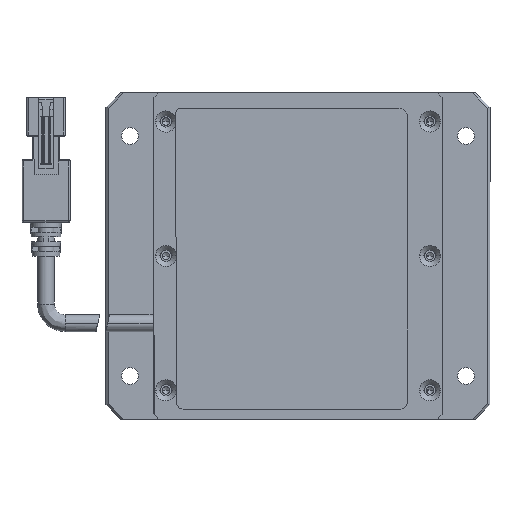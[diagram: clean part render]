
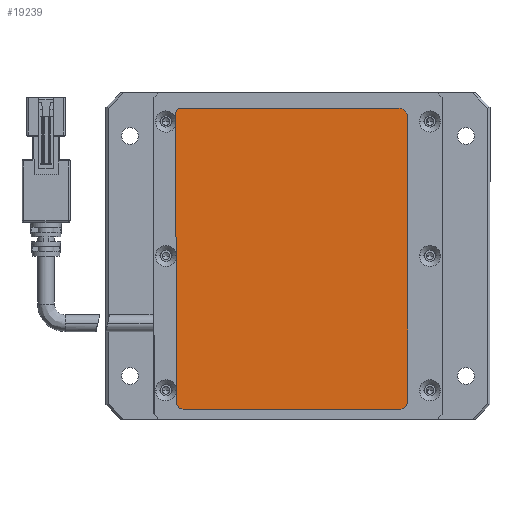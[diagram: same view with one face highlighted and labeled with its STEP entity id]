
A CAD part, top view. The second image highlights one B-rep face of the part: STEP entity #19239.
In plain terms, the highlighted planar face has unit normal (0, 0, 1).
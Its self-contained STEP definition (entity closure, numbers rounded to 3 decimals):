
#433 = CIRCLE ( 'NONE', #26625, 1.574 ) ;
#815 = VERTEX_POINT ( 'NONE', #37644 ) ;
#862 = VECTOR ( 'NONE', #22711, 1000. ) ;
#1089 = VECTOR ( 'NONE', #12916, 1000. ) ;
#1772 = PLANE ( 'NONE',  #17210 ) ;
#1791 = DIRECTION ( 'NONE',  ( -1., 0., 0. ) ) ;
#1902 = DIRECTION ( 'NONE',  ( -1., 0., 0. ) ) ;
#2074 = DIRECTION ( 'NONE',  ( 0., 0., 1. ) ) ;
#2340 = CIRCLE ( 'NONE', #8186, 1.459 ) ;
#2882 = CARTESIAN_POINT ( 'NONE',  ( -30.758, 28.936, 13.2 ) ) ;
#3295 = CARTESIAN_POINT ( 'NONE',  ( -30.562, -31.107, 13.2 ) ) ;
#5545 = VERTEX_POINT ( 'NONE', #13246 ) ;
#5924 = AXIS2_PLACEMENT_3D ( 'NONE', #10537, #31988, #13577 ) ;
#5977 = VECTOR ( 'NONE', #34678, 1000. ) ;
#6545 = AXIS2_PLACEMENT_3D ( 'NONE', #13352, #34868, #16472 ) ;
#6651 = DIRECTION ( 'NONE',  ( 0., 1., 0. ) ) ;
#8186 = AXIS2_PLACEMENT_3D ( 'NONE', #38655, #20293, #1791 ) ;
#9881 = VERTEX_POINT ( 'NONE', #3295 ) ;
#10537 = CARTESIAN_POINT ( 'NONE',  ( 15.624, 28.071, 13.2 ) ) ;
#11078 = EDGE_CURVE ( 'NONE', #27921, #13478, #23374, .T. ) ;
#11514 = EDGE_CURVE ( 'NONE', #33048, #15758, #26643, .T. ) ;
#11599 = EDGE_CURVE ( 'NONE', #13478, #33048, #31403, .T. ) ;
#12916 = DIRECTION ( 'NONE',  ( -1., 0., 0. ) ) ;
#13148 = CARTESIAN_POINT ( 'NONE',  ( -29.103, -31.107, 13.2 ) ) ;
#13246 = CARTESIAN_POINT ( 'NONE',  ( -29.193, -32.564, 13.2 ) ) ;
#13352 = CARTESIAN_POINT ( 'NONE',  ( -29.193, 28.797, 13.2 ) ) ;
#13398 = VERTEX_POINT ( 'NONE', #21971 ) ;
#13478 = VERTEX_POINT ( 'NONE', #25294 ) ;
#13577 = DIRECTION ( 'NONE',  ( -1., 0., 0. ) ) ;
#14333 = ORIENTED_EDGE ( 'NONE', *, *, #24552, .T. ) ;
#15758 = VERTEX_POINT ( 'NONE', #27613 ) ;
#16021 = CARTESIAN_POINT ( 'NONE',  ( -30.005, 30.142, 13.2 ) ) ;
#16257 = DIRECTION ( 'NONE',  ( -1., 0., 0. ) ) ;
#16266 = CARTESIAN_POINT ( 'NONE',  ( -29.193, -32.564, 13.2 ) ) ;
#16472 = DIRECTION ( 'NONE',  ( -1., 0., 0. ) ) ;
#17069 = AXIS2_PLACEMENT_3D ( 'NONE', #13148, #34671, #16257 ) ;
#17180 = ORIENTED_EDGE ( 'NONE', *, *, #11514, .T. ) ;
#17210 = AXIS2_PLACEMENT_3D ( 'NONE', #38760, #20394, #1902 ) ;
#19239 = ADVANCED_FACE ( 'NONE', ( #22584 ), #1772, .F. ) ;
#20293 = DIRECTION ( 'NONE',  ( 0., 0., 1. ) ) ;
#20394 = DIRECTION ( 'NONE',  ( 0., 0., -1. ) ) ;
#20567 = CARTESIAN_POINT ( 'NONE',  ( 15.992, -31.027, 13.2 ) ) ;
#21708 = ORIENTED_EDGE ( 'NONE', *, *, #35064, .T. ) ;
#21971 = CARTESIAN_POINT ( 'NONE',  ( -30.562, -31.063, 13.2 ) ) ;
#21986 = ORIENTED_EDGE ( 'NONE', *, *, #23440, .T. ) ;
#22371 = LINE ( 'NONE', #16266, #5977 ) ;
#22584 = FACE_OUTER_BOUND ( 'NONE', #36834, .T. ) ;
#22593 = ORIENTED_EDGE ( 'NONE', *, *, #11599, .T. ) ;
#22711 = DIRECTION ( 'NONE',  ( 0.003, -1., 0. ) ) ;
#23159 = CIRCLE ( 'NONE', #17069, 1.459 ) ;
#23374 = LINE ( 'NONE', #31347, #31482 ) ;
#23421 = CIRCLE ( 'NONE', #6545, 1.571 ) ;
#23440 = EDGE_CURVE ( 'NONE', #13398, #9881, #2340, .T. ) ;
#23674 = DIRECTION ( 'NONE',  ( 1., 0., 0. ) ) ;
#24552 = EDGE_CURVE ( 'NONE', #5545, #815, #22371, .T. ) ;
#25294 = CARTESIAN_POINT ( 'NONE',  ( 17.564, 28.797, 13.2 ) ) ;
#25448 = VERTEX_POINT ( 'NONE', #2882 ) ;
#25953 = ORIENTED_EDGE ( 'NONE', *, *, #11078, .T. ) ;
#26430 = LINE ( 'NONE', #31799, #862 ) ;
#26625 = AXIS2_PLACEMENT_3D ( 'NONE', #20567, #2074, #23674 ) ;
#26643 = LINE ( 'NONE', #16021, #1089 ) ;
#27408 = CARTESIAN_POINT ( 'NONE',  ( 15.649, 30.142, 13.2 ) ) ;
#27426 = EDGE_CURVE ( 'NONE', #15758, #25448, #23421, .T. ) ;
#27465 = ORIENTED_EDGE ( 'NONE', *, *, #39521, .T. ) ;
#27613 = CARTESIAN_POINT ( 'NONE',  ( -30.005, 30.142, 13.2 ) ) ;
#27921 = VERTEX_POINT ( 'NONE', #28520 ) ;
#28520 = CARTESIAN_POINT ( 'NONE',  ( 17.564, -31.107, 13.2 ) ) ;
#30537 = ORIENTED_EDGE ( 'NONE', *, *, #39282, .T. ) ;
#31347 = CARTESIAN_POINT ( 'NONE',  ( 17.564, 28.797, 13.2 ) ) ;
#31403 = CIRCLE ( 'NONE', #5924, 2.071 ) ;
#31482 = VECTOR ( 'NONE', #6651, 1000. ) ;
#31799 = CARTESIAN_POINT ( 'NONE',  ( -30.758, 28.936, 13.2 ) ) ;
#31988 = DIRECTION ( 'NONE',  ( 0., 0., 1. ) ) ;
#33048 = VERTEX_POINT ( 'NONE', #27408 ) ;
#34446 = ORIENTED_EDGE ( 'NONE', *, *, #27426, .T. ) ;
#34671 = DIRECTION ( 'NONE',  ( 0., 0., 1. ) ) ;
#34678 = DIRECTION ( 'NONE',  ( 1., 0., 0. ) ) ;
#34868 = DIRECTION ( 'NONE',  ( 0., 0., 1. ) ) ;
#35064 = EDGE_CURVE ( 'NONE', #25448, #13398, #26430, .T. ) ;
#36834 = EDGE_LOOP ( 'NONE', ( #21986, #30537, #14333, #27465, #25953, #22593, #17180, #34446, #21708 ) ) ;
#37644 = CARTESIAN_POINT ( 'NONE',  ( 15.649, -32.564, 13.2 ) ) ;
#38655 = CARTESIAN_POINT ( 'NONE',  ( -29.103, -31.107, 13.2 ) ) ;
#38760 = CARTESIAN_POINT ( 'NONE',  ( -29.103, -31.107, 13.2 ) ) ;
#39282 = EDGE_CURVE ( 'NONE', #9881, #5545, #23159, .T. ) ;
#39521 = EDGE_CURVE ( 'NONE', #815, #27921, #433, .T. ) ;
